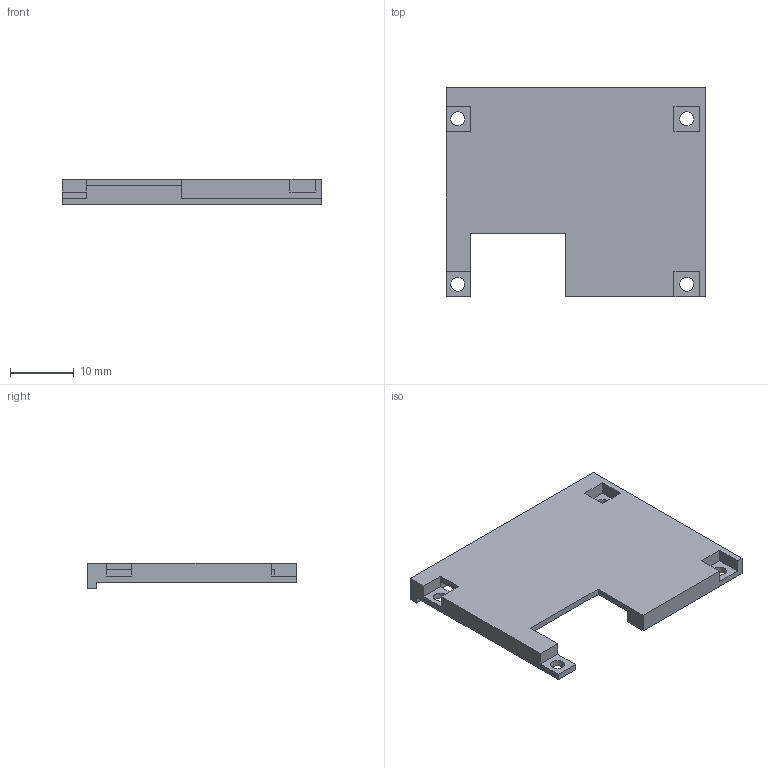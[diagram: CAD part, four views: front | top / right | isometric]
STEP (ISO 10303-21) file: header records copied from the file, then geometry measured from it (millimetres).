
FILE_DESCRIPTION(/* description */ (''),/* implementation_level */ '2;1');
FILE_NAME(/* name */ '',/* time_stamp */ '2025-10-14T09:59:59+08:00',/* author */ (''),/* organization */ (''),/* preprocessor_version */ 'ST-DEVELOPER v20.1',/* originating_system */ 'Autodesk Translation Framework v14.17.0.0',/* authorisation */ '');
FILE_SCHEMA (('AUTOMOTIVE_DESIGN { 1 0 10303 214 3 1 1 }'));
Length unit declared in the file: millimetre
Products named in the file (1): 接收机-盖
Bounding box: 40.8 x 33 x 4 mm (x, y, z)
Volume: 1913.4 mm3; surface area: 3161.6 mm2
Topology: 1 solids, 1 shells, 36 faces, 112 edges, 73 vertices
Faces by surface type: plane 32, cylinder 4
Full cylindrical faces by diameter (mm): 2.2 x4
Entity records: 1285 total; most frequent: ORIENTED_EDGE 224, CARTESIAN_POINT 222, DIRECTION 194, EDGE_CURVE 112, LINE 104, VECTOR 104, VERTEX_POINT 73, EDGE_LOOP 45
